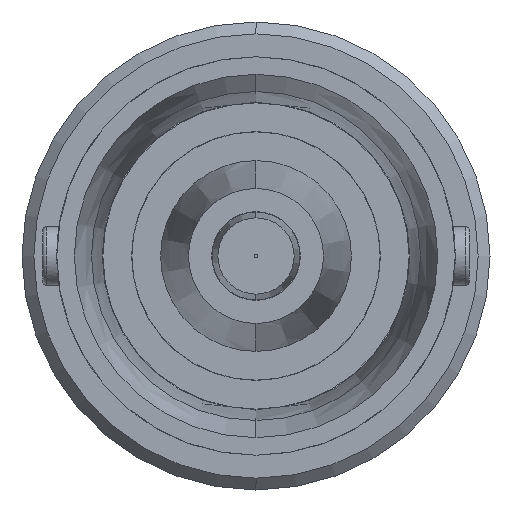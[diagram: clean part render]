
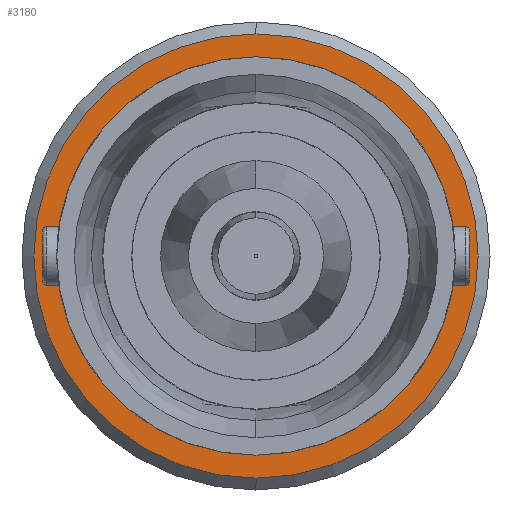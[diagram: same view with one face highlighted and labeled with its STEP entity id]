
A CAD part, left-side view. The second image highlights one B-rep face of the part: STEP entity #3180.
In plain terms, the highlighted planar face has unit normal (-1, 0, 0).
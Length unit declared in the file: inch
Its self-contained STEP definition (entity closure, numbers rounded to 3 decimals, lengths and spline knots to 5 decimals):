
#20 = AXIS2_PLACEMENT_3D ( 'NONE', #6765, #4612, #63 ) ;
#63 = DIRECTION ( 'NONE',  ( 0., 0., -1. ) ) ;
#211 = DIRECTION ( 'NONE',  ( -1., 0., 0. ) ) ;
#249 = EDGE_LOOP ( 'NONE', ( #3423, #4767 ) ) ;
#286 = AXIS2_PLACEMENT_3D ( 'NONE', #4098, #2144, #6183 ) ;
#329 = CARTESIAN_POINT ( 'NONE',  ( 0.49705, 0., 0.27238 ) ) ;
#449 = VERTEX_POINT ( 'NONE', #2738 ) ;
#504 = CARTESIAN_POINT ( 'NONE',  ( 0.49705, 0., -0.30383 ) ) ;
#615 = CIRCLE ( 'NONE', #2999, 0.27238 ) ;
#649 = CARTESIAN_POINT ( 'NONE',  ( 0.49705, 0., 0. ) ) ;
#747 = DIRECTION ( 'NONE',  ( 0., 0., 1. ) ) ;
#823 = AXIS2_PLACEMENT_3D ( 'NONE', #649, #5953, #3865 ) ;
#831 = ORIENTED_EDGE ( 'NONE', *, *, #4063, .T. ) ;
#1258 = CARTESIAN_POINT ( 'NONE',  ( 0.49705, 0., 0. ) ) ;
#1890 = VERTEX_POINT ( 'NONE', #329 ) ;
#1971 = VERTEX_POINT ( 'NONE', #504 ) ;
#2144 = DIRECTION ( 'NONE',  ( -1., 0., 0. ) ) ;
#2266 = VERTEX_POINT ( 'NONE', #5036 ) ;
#2538 = FACE_OUTER_BOUND ( 'NONE', #4708, .T. ) ;
#2590 = AXIS2_PLACEMENT_3D ( 'NONE', #5853, #4377, #2724 ) ;
#2724 = DIRECTION ( 'NONE',  ( 0., 0., 1. ) ) ;
#2738 = CARTESIAN_POINT ( 'NONE',  ( 0.49705, 0., -0.27238 ) ) ;
#2999 = AXIS2_PLACEMENT_3D ( 'NONE', #1258, #211, #747 ) ;
#3180 = ADVANCED_FACE ( 'NONE', ( #6220, #2538 ), #3688, .F. ) ;
#3423 = ORIENTED_EDGE ( 'NONE', *, *, #4349, .F. ) ;
#3688 = PLANE ( 'NONE',  #20 ) ;
#3807 = CIRCLE ( 'NONE', #2590, 0.30383 ) ;
#3865 = DIRECTION ( 'NONE',  ( 0., 0., 1. ) ) ;
#3898 = CIRCLE ( 'NONE', #286, 0.27238 ) ;
#4063 = EDGE_CURVE ( 'NONE', #1971, #2266, #6513, .T. ) ;
#4098 = CARTESIAN_POINT ( 'NONE',  ( 0.49705, 0., 0. ) ) ;
#4108 = EDGE_CURVE ( 'NONE', #449, #1890, #615, .T. ) ;
#4349 = EDGE_CURVE ( 'NONE', #1890, #449, #3898, .T. ) ;
#4377 = DIRECTION ( 'NONE',  ( -1., 0., 0. ) ) ;
#4612 = DIRECTION ( 'NONE',  ( 1., 0., 0. ) ) ;
#4708 = EDGE_LOOP ( 'NONE', ( #831, #6248 ) ) ;
#4767 = ORIENTED_EDGE ( 'NONE', *, *, #4108, .F. ) ;
#5036 = CARTESIAN_POINT ( 'NONE',  ( 0.49705, 0., 0.30383 ) ) ;
#5145 = EDGE_CURVE ( 'NONE', #2266, #1971, #3807, .T. ) ;
#5853 = CARTESIAN_POINT ( 'NONE',  ( 0.49705, 0., 0. ) ) ;
#5953 = DIRECTION ( 'NONE',  ( -1., 0., 0. ) ) ;
#6183 = DIRECTION ( 'NONE',  ( 0., 0., 1. ) ) ;
#6220 = FACE_BOUND ( 'NONE', #249, .T. ) ;
#6248 = ORIENTED_EDGE ( 'NONE', *, *, #5145, .T. ) ;
#6513 = CIRCLE ( 'NONE', #823, 0.30383 ) ;
#6765 = CARTESIAN_POINT ( 'NONE',  ( 0.49705, 0.27238, 0. ) ) ;
